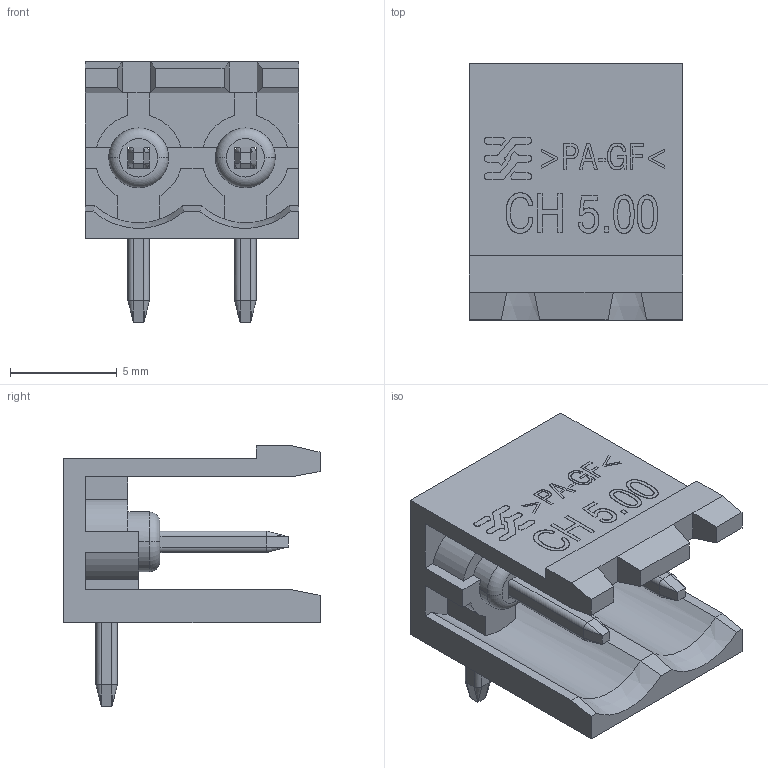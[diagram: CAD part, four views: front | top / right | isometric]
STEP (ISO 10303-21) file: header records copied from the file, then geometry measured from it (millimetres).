
FILE_DESCRIPTION(('CATIA V5 STEP Exchange','CAx-IF Rec.Pracs.--- Model Styling and Organization---1.4--- 2014-01-23'),'2;1');
FILE_NAME ('D1563940_0_2645640000_2645640000.stp','2023-02-22T12:40:12+00:00',('none'),('Weidmueller'),'CATIA Version 5-6 Release 2016 SP3 HF44','CATIA V5 STEP AP214','none');
FILE_SCHEMA(('AUTOMOTIVE_DESIGN { 1 0 10303 214 1 1 1 1 }'));
Products named in the file (1): 2645640000
Bounding box: 10 x 12 x 12.2 mm (x, y, z)
Volume: 373.3 mm3; surface area: 908.4 mm2
Topology: 1 solids, 1 shells, 1736 faces, 5093 edges, 3338 vertices
Faces by surface type: plane 1652, cylinder 34, bspline 20, cone 18, torus 12
Entity records: 58323 total; most frequent: CARTESIAN_POINT 10749, ORIENTED_EDGE 10154, DIRECTION 8438, EDGE_CURVE 5077, VECTOR 4906, LINE 4906, VERTEX_POINT 3338, AXIS2_PLACEMENT_3D 1817
